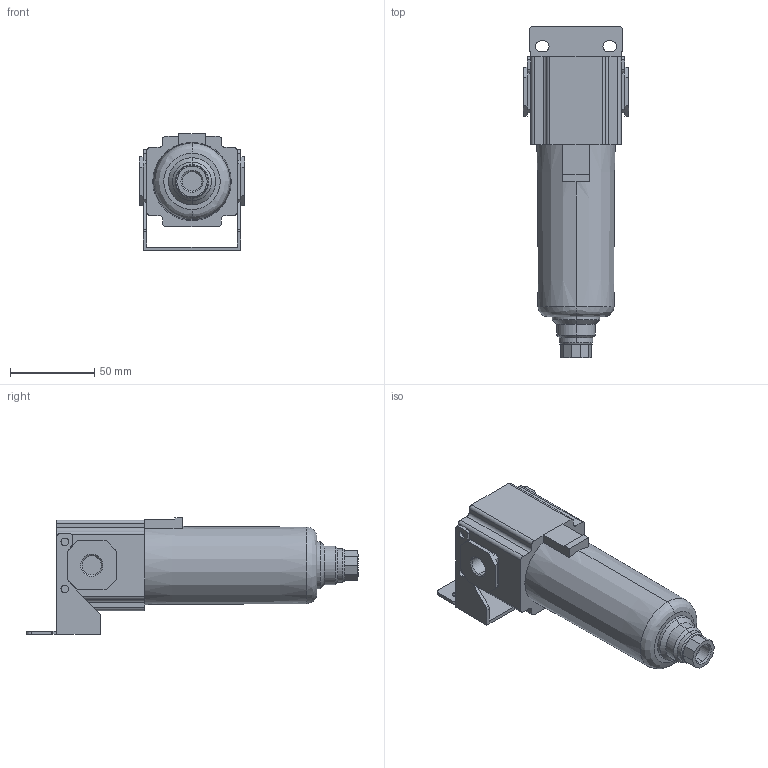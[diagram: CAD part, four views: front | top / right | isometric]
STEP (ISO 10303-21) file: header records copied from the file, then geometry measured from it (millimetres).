
FILE_DESCRIPTION (( 'STEP AP214' ), '1' );
FILE_NAME ('AC-324-AN.step', '2019-06-05T11:15:03', ( '' ), ( '' ), 'SwSTEP 2.0', 'SolidWorks 2018', '' );
FILE_SCHEMA (( 'AUTOMOTIVE_DESIGN' ));
Length unit declared in the file: inch
Products named in the file (1): AC-324-AN
Bounding box: 62.5 x 197 x 69.41 mm (x, y, z)
Volume: 327822.7 mm3; surface area: 42099.4 mm2
Topology: 1 solids, 1 shells, 173 faces, 468 edges, 302 vertices
Faces by surface type: plane 109, cylinder 48, cone 14, bspline 2
Entity records: 5482 total; most frequent: CARTESIAN_POINT 986, ORIENTED_EDGE 936, DIRECTION 924, EDGE_CURVE 468, LINE 348, VECTOR 348, VERTEX_POINT 302, AXIS2_PLACEMENT_3D 288
